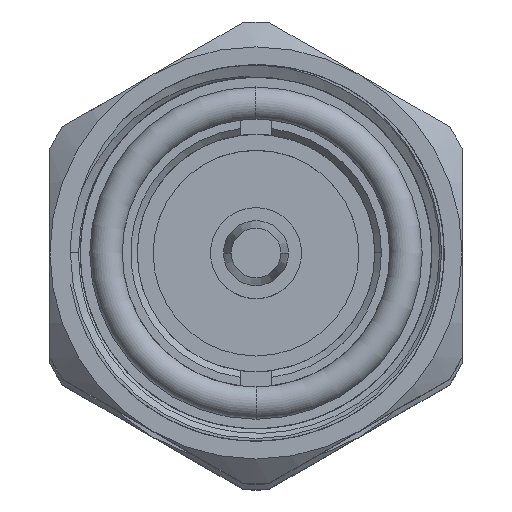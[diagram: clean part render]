
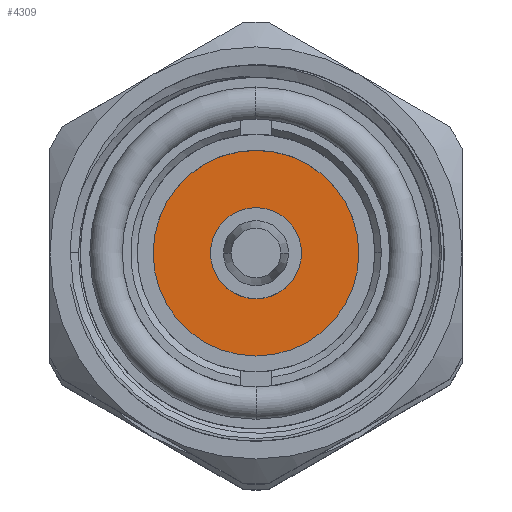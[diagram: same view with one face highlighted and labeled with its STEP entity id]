
A CAD part, top view. The second image highlights one B-rep face of the part: STEP entity #4309.
In plain terms, the highlighted face is planar.
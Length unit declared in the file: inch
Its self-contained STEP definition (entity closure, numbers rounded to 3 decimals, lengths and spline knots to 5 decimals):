
#92 = CARTESIAN_POINT ( 'NONE',  ( 0.563, 0., 0. ) ) ;
#340 = CARTESIAN_POINT ( 'NONE',  ( 0.563, 0., 0. ) ) ;
#428 = DIRECTION ( 'NONE',  ( -1., 0., 0. ) ) ;
#499 = DIRECTION ( 'NONE',  ( 0., 0., -1. ) ) ;
#647 = ORIENTED_EDGE ( 'NONE', *, *, #4154, .T. ) ;
#942 = DIRECTION ( 'NONE',  ( -1., 0., 0. ) ) ;
#1152 = EDGE_LOOP ( 'NONE', ( #1176, #4017 ) ) ;
#1176 = ORIENTED_EDGE ( 'NONE', *, *, #2398, .F. ) ;
#1255 = EDGE_CURVE ( 'NONE', #4425, #3824, #2084, .T. ) ;
#1605 = FACE_OUTER_BOUND ( 'NONE', #3166, .T. ) ;
#1609 = CARTESIAN_POINT ( 'NONE',  ( 0.563, 0., 0.31201 ) ) ;
#1867 = CARTESIAN_POINT ( 'NONE',  ( 0.563, 0., -0.138 ) ) ;
#1991 = DIRECTION ( 'NONE',  ( 1., 0., 0. ) ) ;
#2017 = VERTEX_POINT ( 'NONE', #1609 ) ;
#2084 = CIRCLE ( 'NONE', #4552, 0.138 ) ;
#2173 = CIRCLE ( 'NONE', #3887, 0.138 ) ;
#2231 = CARTESIAN_POINT ( 'NONE',  ( 0.563, 0., 0. ) ) ;
#2369 = AXIS2_PLACEMENT_3D ( 'NONE', #3013, #2566, #4133 ) ;
#2374 = CARTESIAN_POINT ( 'NONE',  ( 0.563, 0., 0. ) ) ;
#2398 = EDGE_CURVE ( 'NONE', #3824, #4425, #2173, .T. ) ;
#2520 = CARTESIAN_POINT ( 'NONE',  ( 0.563, 0., -0.31201 ) ) ;
#2566 = DIRECTION ( 'NONE',  ( -1., 0., 0. ) ) ;
#2717 = CIRCLE ( 'NONE', #2369, 0.31201 ) ;
#2972 = EDGE_CURVE ( 'NONE', #2017, #4714, #3463, .T. ) ;
#3008 = CARTESIAN_POINT ( 'NONE',  ( 0.563, 0., 0.138 ) ) ;
#3013 = CARTESIAN_POINT ( 'NONE',  ( 0.563, 0., 0. ) ) ;
#3166 = EDGE_LOOP ( 'NONE', ( #4300, #647 ) ) ;
#3350 = DIRECTION ( 'NONE',  ( -1., 0., 0. ) ) ;
#3463 = CIRCLE ( 'NONE', #5146, 0.31201 ) ;
#3558 = AXIS2_PLACEMENT_3D ( 'NONE', #340, #1991, #3699 ) ;
#3699 = DIRECTION ( 'NONE',  ( 0., 0., -1. ) ) ;
#3824 = VERTEX_POINT ( 'NONE', #1867 ) ;
#3887 = AXIS2_PLACEMENT_3D ( 'NONE', #2374, #428, #4870 ) ;
#4017 = ORIENTED_EDGE ( 'NONE', *, *, #1255, .F. ) ;
#4032 = PLANE ( 'NONE',  #3558 ) ;
#4133 = DIRECTION ( 'NONE',  ( 0., 0., -1. ) ) ;
#4154 = EDGE_CURVE ( 'NONE', #4714, #2017, #2717, .T. ) ;
#4300 = ORIENTED_EDGE ( 'NONE', *, *, #2972, .T. ) ;
#4309 = ADVANCED_FACE ( 'NONE', ( #4464, #1605 ), #4032, .F. ) ;
#4425 = VERTEX_POINT ( 'NONE', #3008 ) ;
#4464 = FACE_BOUND ( 'NONE', #1152, .T. ) ;
#4552 = AXIS2_PLACEMENT_3D ( 'NONE', #2231, #942, #4651 ) ;
#4651 = DIRECTION ( 'NONE',  ( 0., 0., -1. ) ) ;
#4714 = VERTEX_POINT ( 'NONE', #2520 ) ;
#4870 = DIRECTION ( 'NONE',  ( 0., 0., -1. ) ) ;
#5146 = AXIS2_PLACEMENT_3D ( 'NONE', #92, #3350, #499 ) ;
